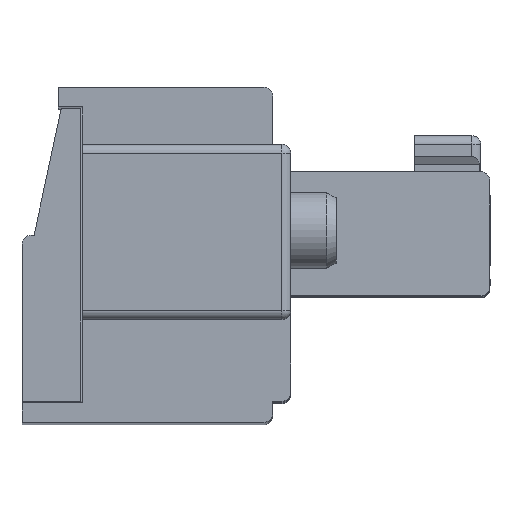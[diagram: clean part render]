
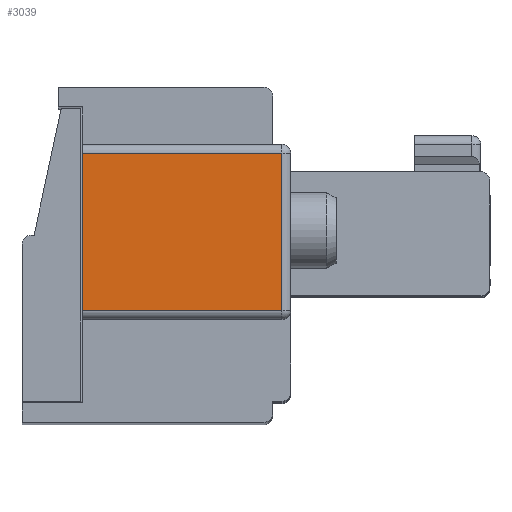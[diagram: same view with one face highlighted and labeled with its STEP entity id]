
A CAD part, top view. The second image highlights one B-rep face of the part: STEP entity #3039.
In plain terms, the highlighted planar face has unit normal (0, 0, 1).
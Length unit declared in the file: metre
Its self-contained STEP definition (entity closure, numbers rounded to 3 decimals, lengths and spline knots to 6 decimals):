
#3039=ADVANCED_FACE('',(#6285),#6286,.T.);
#6285=FACE_OUTER_BOUND('',#9572,.T.);
#6286=PLANE('',#9573);
#9572=EDGE_LOOP('',(#18602,#18603,#18604,#18605));
#9573=AXIS2_PLACEMENT_3D('',#18606,#18607,#18608);
#18602=ORIENTED_EDGE('',*,*,#21273,.T.);
#18603=ORIENTED_EDGE('',*,*,#22545,.T.);
#18604=ORIENTED_EDGE('',*,*,#22541,.T.);
#18605=ORIENTED_EDGE('',*,*,#22546,.T.);
#18606=CARTESIAN_POINT('',(0.007073,0.00941,0.042833));
#18607=DIRECTION('',(0.,0.,1.0));
#18608=DIRECTION('',(1.0,0.,0.0));
#21273=EDGE_CURVE('',#26294,#26292,#26295,.T.);
#22541=EDGE_CURVE('',#27843,#27841,#27844,.T.);
#22545=EDGE_CURVE('',#26292,#27843,#27848,.T.);
#22546=EDGE_CURVE('',#27841,#26294,#27849,.T.);
#26292=VERTEX_POINT('',#33477);
#26294=VERTEX_POINT('',#33479);
#26295=LINE('',#33480,#33481);
#27841=VERTEX_POINT('',#35713);
#27843=VERTEX_POINT('',#35715);
#27844=LINE('',#35716,#35717);
#27848=LINE('',#35721,#35722);
#27849=LINE('',#35723,#35724);
#33477=CARTESIAN_POINT('',(0.000473,0.00421,0.042833));
#33479=CARTESIAN_POINT('',(0.000473,0.00941,0.042833));
#33480=CARTESIAN_POINT('',(0.000473,0.00391,0.042833));
#33481=VECTOR('',#38390,1.0);
#35713=CARTESIAN_POINT('',(0.007073,0.00941,0.042833));
#35715=CARTESIAN_POINT('',(0.007073,0.00421,0.042833));
#35716=CARTESIAN_POINT('',(0.007073,0.00941,0.042833));
#35717=VECTOR('',#39405,1.0);
#35721=CARTESIAN_POINT('',(0.007073,0.00421,0.042833));
#35722=VECTOR('',#39409,1.0);
#35723=CARTESIAN_POINT('',(0.007073,0.00941,0.042833));
#35724=VECTOR('',#39410,1.0);
#38390=DIRECTION('',(0.,-1.0,0.));
#39405=DIRECTION('',(0.,1.0,0.));
#39409=DIRECTION('',(1.0,0.,0.));
#39410=DIRECTION('',(-1.0,0.,0.));
